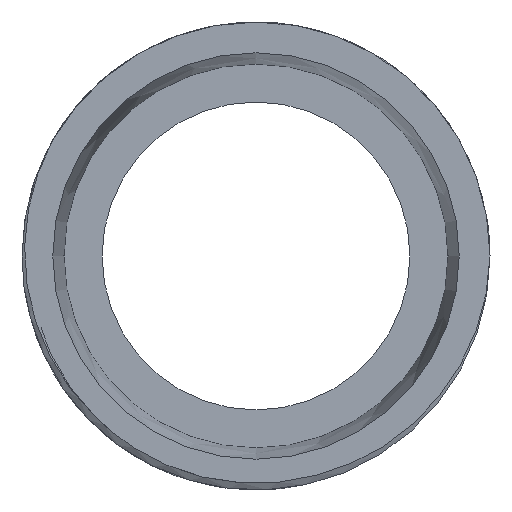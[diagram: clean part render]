
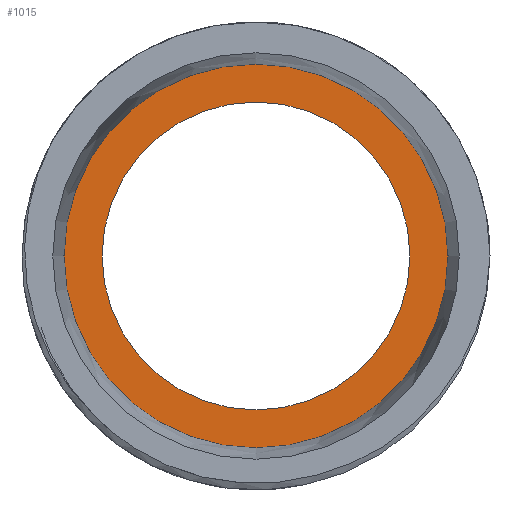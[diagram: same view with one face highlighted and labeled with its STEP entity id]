
A CAD part, left-side view. The second image highlights one B-rep face of the part: STEP entity #1015.
In plain terms, the highlighted planar face has unit normal (-1, 0, 0).
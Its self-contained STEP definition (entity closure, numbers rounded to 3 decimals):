
#6 = DIRECTION ( 'NONE',  ( -1., 0., 0. ) ) ;
#101 = ORIENTED_EDGE ( 'NONE', *, *, #1354, .T. ) ;
#111 = CARTESIAN_POINT ( 'NONE',  ( -9.326, -15.586, 0. ) ) ;
#260 = EDGE_CURVE ( 'NONE', #928, #2332, #1204, .T. ) ;
#338 = CARTESIAN_POINT ( 'NONE',  ( -9.326, -12.5, 0. ) ) ;
#427 = ORIENTED_EDGE ( 'NONE', *, *, #1705, .F. ) ;
#516 = EDGE_LOOP ( 'NONE', ( #1429, #101 ) ) ;
#548 = VERTEX_POINT ( 'NONE', #111 ) ;
#601 = DIRECTION ( 'NONE',  ( 0., -1., 0. ) ) ;
#735 = AXIS2_PLACEMENT_3D ( 'NONE', #1028, #1912, #2797 ) ;
#737 = DIRECTION ( 'NONE',  ( 0., -1., 0. ) ) ;
#757 = VERTEX_POINT ( 'NONE', #2759 ) ;
#917 = CIRCLE ( 'NONE', #2546, 15.586 ) ;
#928 = VERTEX_POINT ( 'NONE', #1464 ) ;
#936 = AXIS2_PLACEMENT_3D ( 'NONE', #2075, #2529, #2514 ) ;
#1015 = ADVANCED_FACE ( 'NONE', ( #2157, #2772 ), #1054, .F. ) ;
#1028 = CARTESIAN_POINT ( 'NONE',  ( -9.326, 12.5, 0. ) ) ;
#1054 = PLANE ( 'NONE',  #735 ) ;
#1147 = AXIS2_PLACEMENT_3D ( 'NONE', #2591, #1744, #601 ) ;
#1198 = EDGE_LOOP ( 'NONE', ( #427, #2828 ) ) ;
#1204 = CIRCLE ( 'NONE', #1147, 12.5 ) ;
#1354 = EDGE_CURVE ( 'NONE', #757, #548, #917, .T. ) ;
#1429 = ORIENTED_EDGE ( 'NONE', *, *, #2857, .T. ) ;
#1464 = CARTESIAN_POINT ( 'NONE',  ( -9.326, 12.5, 0. ) ) ;
#1485 = AXIS2_PLACEMENT_3D ( 'NONE', #1816, #6, #2703 ) ;
#1574 = DIRECTION ( 'NONE',  ( -1., 0., 0. ) ) ;
#1705 = EDGE_CURVE ( 'NONE', #2332, #928, #1866, .T. ) ;
#1744 = DIRECTION ( 'NONE',  ( -1., 0., 0. ) ) ;
#1816 = CARTESIAN_POINT ( 'NONE',  ( -9.326, 0., 0. ) ) ;
#1841 = CARTESIAN_POINT ( 'NONE',  ( -9.326, 0., 0. ) ) ;
#1866 = CIRCLE ( 'NONE', #936, 12.5 ) ;
#1912 = DIRECTION ( 'NONE',  ( 1., 0., 0. ) ) ;
#2075 = CARTESIAN_POINT ( 'NONE',  ( -9.326, 0., 0. ) ) ;
#2157 = FACE_BOUND ( 'NONE', #1198, .T. ) ;
#2332 = VERTEX_POINT ( 'NONE', #338 ) ;
#2507 = CIRCLE ( 'NONE', #1485, 15.586 ) ;
#2514 = DIRECTION ( 'NONE',  ( 0., -1., 0. ) ) ;
#2529 = DIRECTION ( 'NONE',  ( -1., 0., 0. ) ) ;
#2546 = AXIS2_PLACEMENT_3D ( 'NONE', #1841, #1574, #737 ) ;
#2591 = CARTESIAN_POINT ( 'NONE',  ( -9.326, 0., 0. ) ) ;
#2703 = DIRECTION ( 'NONE',  ( 0., -1., 0. ) ) ;
#2759 = CARTESIAN_POINT ( 'NONE',  ( -9.326, 15.586, 0. ) ) ;
#2772 = FACE_OUTER_BOUND ( 'NONE', #516, .T. ) ;
#2797 = DIRECTION ( 'NONE',  ( 0., 1., 0. ) ) ;
#2828 = ORIENTED_EDGE ( 'NONE', *, *, #260, .F. ) ;
#2857 = EDGE_CURVE ( 'NONE', #548, #757, #2507, .T. ) ;
